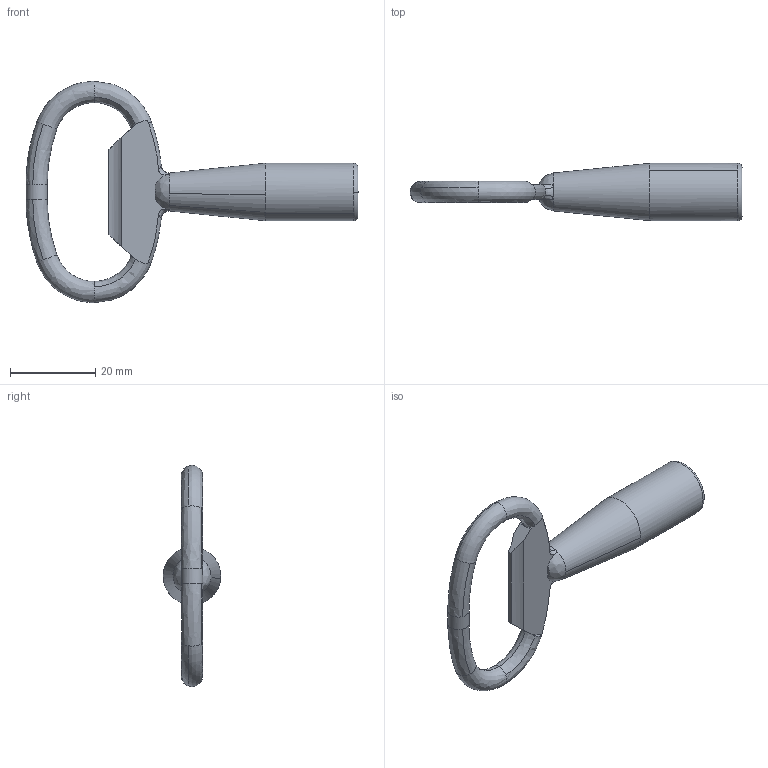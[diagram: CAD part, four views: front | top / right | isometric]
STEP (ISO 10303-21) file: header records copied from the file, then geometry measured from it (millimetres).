
FILE_DESCRIPTION((''),'2;1');
FILE_NAME('','2006-11-07T16:39:34',(''),(''),'','CADfix','');
FILE_SCHEMA(('AUTOMOTIVE_DESIGN'));
Length unit declared in the file: millimetre
Products named in the file (1): key
Bounding box: 78 x 13.5 x 52 mm (x, y, z)
Volume: 7435.7 mm3; surface area: 4686.6 mm2
Topology: 1 solids, 1 shells, 59 faces, 177 edges, 120 vertices
Faces by surface type: bspline 59
Entity records: 5215 total; most frequent: CARTESIAN_POINT 4212, ORIENTED_EDGE 354, EDGE_CURVE 177, VERTEX_POINT 120, B_SPLINE_CURVE_WITH_KNOTS 83, EDGE_LOOP 61, FACE_OUTER_BOUND 59, ADVANCED_FACE 59
